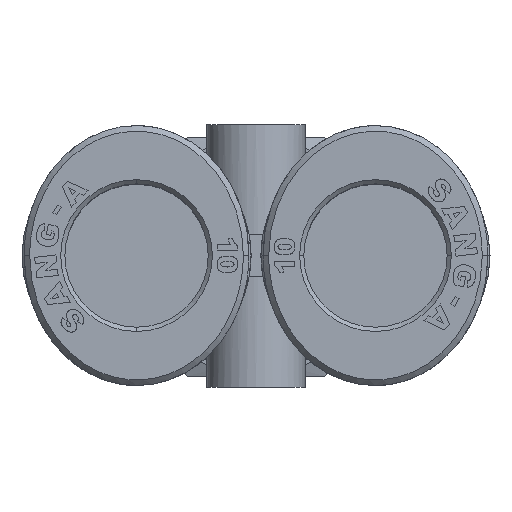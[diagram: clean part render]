
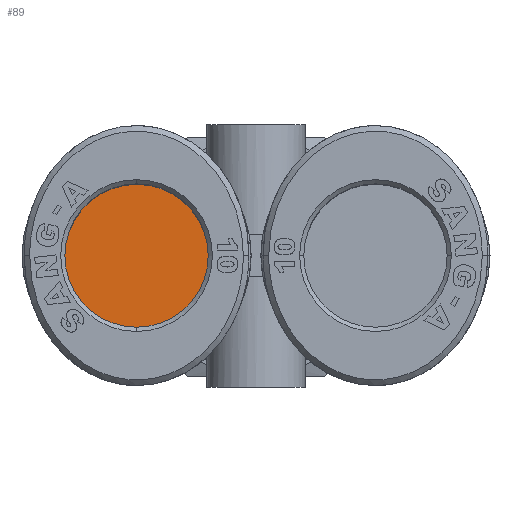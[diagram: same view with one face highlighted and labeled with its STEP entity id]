
A CAD part, top view. The second image highlights one B-rep face of the part: STEP entity #89.
In plain terms, the highlighted face is planar.
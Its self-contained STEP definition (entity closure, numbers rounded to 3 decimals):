
#89 = ADVANCED_FACE ( 'NONE', ( #17785 ), #19422, .F. ) ;
#2200 = DIRECTION ( 'NONE',  ( -1., 0., 0. ) ) ;
#2987 = DIRECTION ( 'NONE',  ( 1., 0., 0. ) ) ;
#5326 = CARTESIAN_POINT ( 'NONE',  ( -3.633, 0., 5.1 ) ) ;
#5810 = DIRECTION ( 'NONE',  ( 0., 0., 1. ) ) ;
#6027 = CARTESIAN_POINT ( 'NONE',  ( -3.633, 0., -5.1 ) ) ;
#6162 = AXIS2_PLACEMENT_3D ( 'NONE', #10896, #13095, #5810 ) ;
#7868 = DIRECTION ( 'NONE',  ( 0., 0., 1. ) ) ;
#9465 = CIRCLE ( 'NONE', #6162, 5.1 ) ;
#10242 = EDGE_CURVE ( 'NONE', #15532, #25396, #18150, .T. ) ;
#10896 = CARTESIAN_POINT ( 'NONE',  ( -3.633, 0., 0. ) ) ;
#11176 = ORIENTED_EDGE ( 'NONE', *, *, #28118, .T. ) ;
#13095 = DIRECTION ( 'NONE',  ( 1., 0., 0. ) ) ;
#14737 = DIRECTION ( 'NONE',  ( 0., 0., 1. ) ) ;
#15532 = VERTEX_POINT ( 'NONE', #5326 ) ;
#17785 = FACE_OUTER_BOUND ( 'NONE', #25747, .T. ) ;
#17888 = CARTESIAN_POINT ( 'NONE',  ( -3.633, 0., 0. ) ) ;
#18150 = CIRCLE ( 'NONE', #25314, 5.1 ) ;
#19422 = PLANE ( 'NONE',  #23021 ) ;
#23021 = AXIS2_PLACEMENT_3D ( 'NONE', #32059, #2200, #14737 ) ;
#25314 = AXIS2_PLACEMENT_3D ( 'NONE', #17888, #2987, #7868 ) ;
#25396 = VERTEX_POINT ( 'NONE', #6027 ) ;
#25470 = ORIENTED_EDGE ( 'NONE', *, *, #10242, .T. ) ;
#25747 = EDGE_LOOP ( 'NONE', ( #25470, #11176 ) ) ;
#28118 = EDGE_CURVE ( 'NONE', #25396, #15532, #9465, .T. ) ;
#32059 = CARTESIAN_POINT ( 'NONE',  ( -3.633, 0., 0. ) ) ;
